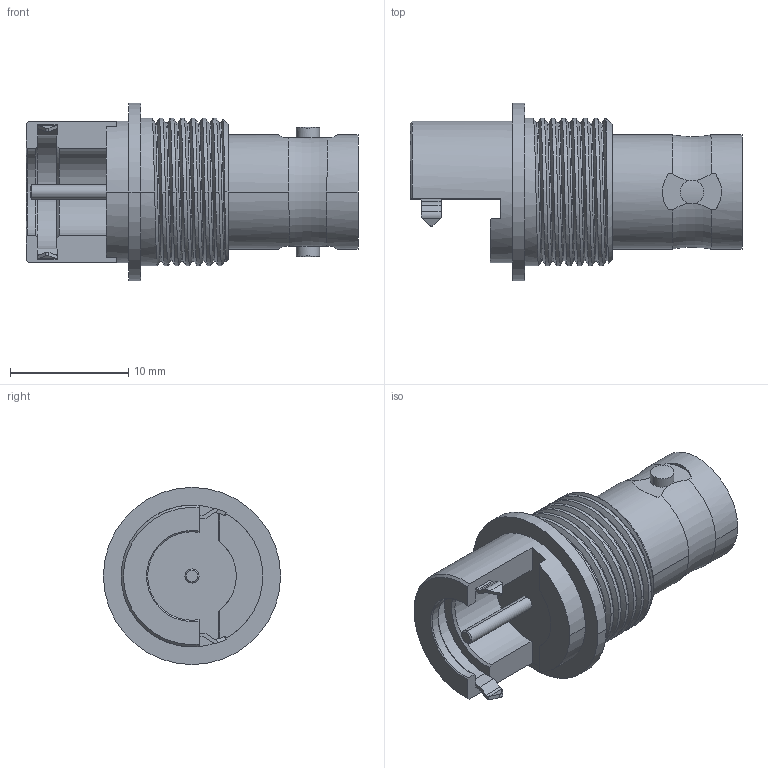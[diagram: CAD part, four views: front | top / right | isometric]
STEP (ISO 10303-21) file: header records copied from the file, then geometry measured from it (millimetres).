
FILE_DESCRIPTION((''),'2;1');
FILE_NAME('B6251R1-003-NT3G-75_SW0001','2020-05-08T',('Kaviyarasan'),(''),'CREO PARAMETRIC BY PTC INC, 2018360','CREO PARAMETRIC BY PTC INC, 2018360','');
FILE_SCHEMA(('CONFIG_CONTROL_DESIGN'));
Length unit declared in the file: millimetre
Products named in the file (1): B6251R1-003-NT3G-75_SW0001
Bounding box: 28.1 x 15 x 15 mm (x, y, z)
Volume: 1793.7 mm3; surface area: 1825.1 mm2
Topology: 1 solids, 1 shells, 140 faces, 383 edges, 249 vertices
Faces by surface type: plane 59, cylinder 48, cone 20, bspline 9, extrusion 2, torus 2
Entity records: 8313 total; most frequent: CARTESIAN_POINT 4860, ORIENTED_EDGE 762, DIRECTION 647, EDGE_CURVE 381, VERTEX_POINT 249, AXIS2_PLACEMENT_3D 234, VECTOR 179, LINE 177
